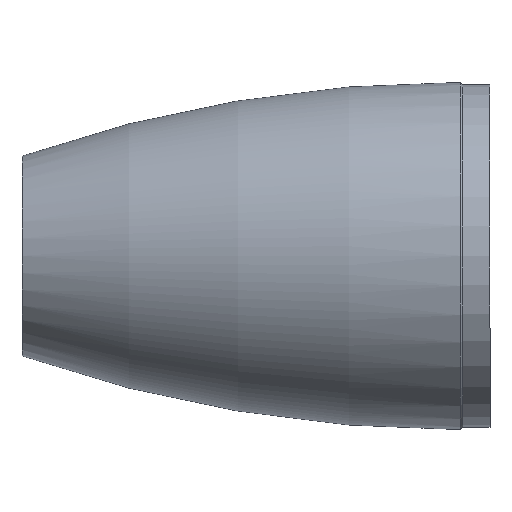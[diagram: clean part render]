
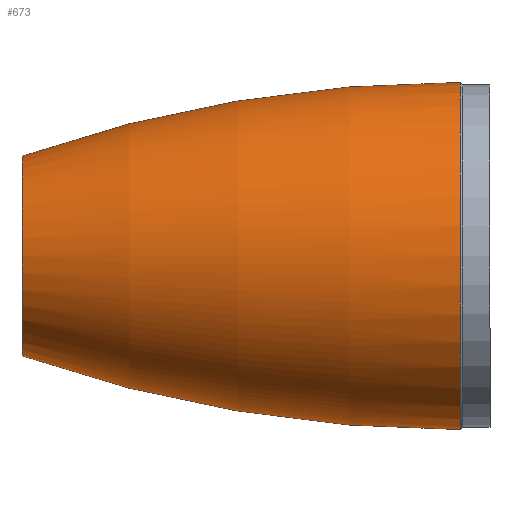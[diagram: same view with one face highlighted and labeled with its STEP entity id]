
A CAD part, top view. The second image highlights one B-rep face of the part: STEP entity #673.
In plain terms, the highlighted toroidal (fillet/blend) face has major radius 540.876 mm and minor radius 621.394 mm.
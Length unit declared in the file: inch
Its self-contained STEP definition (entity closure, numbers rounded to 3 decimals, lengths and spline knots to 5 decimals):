
#17 = CARTESIAN_POINT ( 'NONE',  ( 0., -21.29432, 0. ) ) ;
#19 = DIRECTION ( 'NONE',  ( 1., 0., 0. ) ) ;
#30 = CIRCLE ( 'NONE', #435, 1.825 ) ;
#73 = CIRCLE ( 'NONE', #124, 24.46432 ) ;
#81 = DIRECTION ( 'NONE',  ( 0., 0., -1. ) ) ;
#109 = CARTESIAN_POINT ( 'NONE',  ( -8., 1.825, 0. ) ) ;
#124 = AXIS2_PLACEMENT_3D ( 'NONE', #17, #81, #305 ) ;
#135 = CARTESIAN_POINT ( 'NONE',  ( 0., -3.17, 0. ) ) ;
#169 = ORIENTED_EDGE ( 'NONE', *, *, #372, .T. ) ;
#207 = EDGE_CURVE ( 'NONE', #442, #554, #73, .T. ) ;
#220 = VERTEX_POINT ( 'NONE', #357 ) ;
#223 = DIRECTION ( 'NONE',  ( 0., 1., 0. ) ) ;
#293 = CIRCLE ( 'NONE', #481, 24.46432 ) ;
#299 = CARTESIAN_POINT ( 'NONE',  ( 0., 0., 0. ) ) ;
#305 = DIRECTION ( 'NONE',  ( -1., 0., 0. ) ) ;
#312 = VERTEX_POINT ( 'NONE', #135 ) ;
#357 = CARTESIAN_POINT ( 'NONE',  ( -8., -1.825, 0. ) ) ;
#369 = DIRECTION ( 'NONE',  ( 0., -1., 0. ) ) ;
#372 = EDGE_CURVE ( 'NONE', #220, #312, #293, .T. ) ;
#373 = ORIENTED_EDGE ( 'NONE', *, *, #670, .F. ) ;
#397 = EDGE_CURVE ( 'NONE', #442, #220, #30, .T. ) ;
#406 = CARTESIAN_POINT ( 'NONE',  ( 0., 0., 0. ) ) ;
#412 = AXIS2_PLACEMENT_3D ( 'NONE', #299, #520, #223 ) ;
#425 = AXIS2_PLACEMENT_3D ( 'NONE', #406, #19, #572 ) ;
#434 = CARTESIAN_POINT ( 'NONE',  ( 0., 3.17, 0. ) ) ;
#435 = AXIS2_PLACEMENT_3D ( 'NONE', #483, #654, #707 ) ;
#442 = VERTEX_POINT ( 'NONE', #109 ) ;
#448 = CIRCLE ( 'NONE', #425, 3.17 ) ;
#481 = AXIS2_PLACEMENT_3D ( 'NONE', #640, #711, #369 ) ;
#483 = CARTESIAN_POINT ( 'NONE',  ( -8., 0., 0. ) ) ;
#508 = FACE_OUTER_BOUND ( 'NONE', #511, .T. ) ;
#511 = EDGE_LOOP ( 'NONE', ( #582, #169, #373, #589 ) ) ;
#520 = DIRECTION ( 'NONE',  ( 1., 0., 0. ) ) ;
#554 = VERTEX_POINT ( 'NONE', #434 ) ;
#572 = DIRECTION ( 'NONE',  ( 0., 1., 0. ) ) ;
#582 = ORIENTED_EDGE ( 'NONE', *, *, #397, .T. ) ;
#589 = ORIENTED_EDGE ( 'NONE', *, *, #207, .F. ) ;
#629 = TOROIDAL_SURFACE ( 'NONE', #412, -21.29432, 24.46432 ) ;
#640 = CARTESIAN_POINT ( 'NONE',  ( 0., 21.29432, 0. ) ) ;
#654 = DIRECTION ( 'NONE',  ( 1., 0., 0. ) ) ;
#670 = EDGE_CURVE ( 'NONE', #554, #312, #448, .T. ) ;
#673 = ADVANCED_FACE ( 'NONE', ( #508 ), #629, .T. ) ;
#707 = DIRECTION ( 'NONE',  ( 0., 1., 0. ) ) ;
#711 = DIRECTION ( 'NONE',  ( 0., 0., 1. ) ) ;
